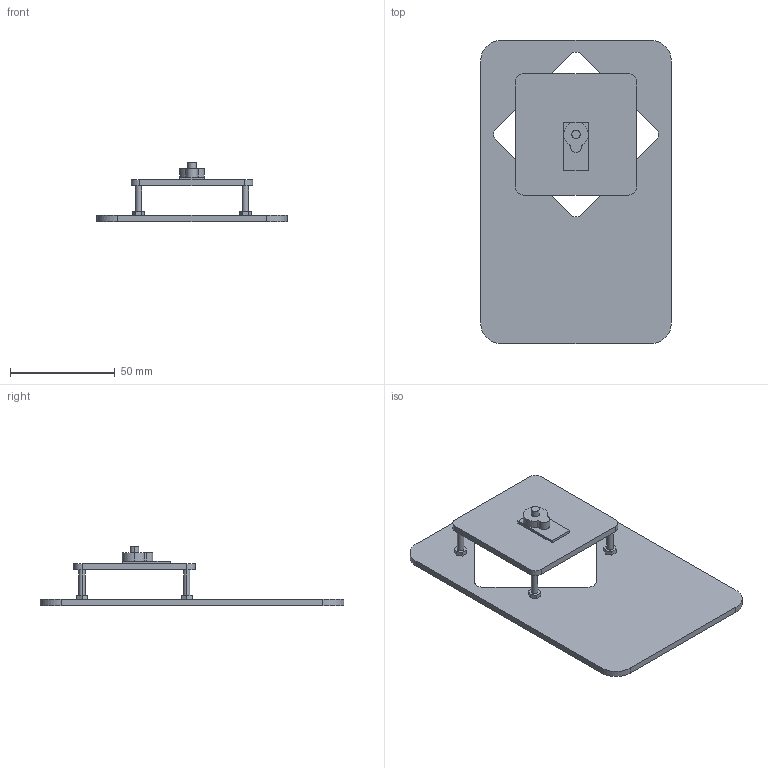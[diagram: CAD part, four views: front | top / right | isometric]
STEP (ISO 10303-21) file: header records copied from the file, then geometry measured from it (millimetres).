
FILE_DESCRIPTION (( 'STEP AP203' ), '1' );
FILE_NAME ('Base_Predeterminado_sldprt.STEP', '2020-04-20T18:35:49', ( '' ), ( '' ), 'SwSTEP 2.0', 'SolidWorks 2020', '' );
FILE_SCHEMA (( 'CONFIG_CONTROL_DESIGN' ));
Length unit declared in the file: millimetre
Products named in the file (1): Base_Predeterminado_sldprt
Bounding box: 91 x 145 x 28.25 mm (x, y, z)
Volume: 40714 mm3; surface area: 29762.5 mm2
Topology: 1 solids, 1 shells, 85 faces, 220 edges, 145 vertices
Faces by surface type: plane 53, cylinder 32
Entity records: 2692 total; most frequent: DIRECTION 457, CARTESIAN_POINT 451, ORIENTED_EDGE 440, EDGE_CURVE 220, VECTOR 155, LINE 155, AXIS2_PLACEMENT_3D 151, VERTEX_POINT 145
